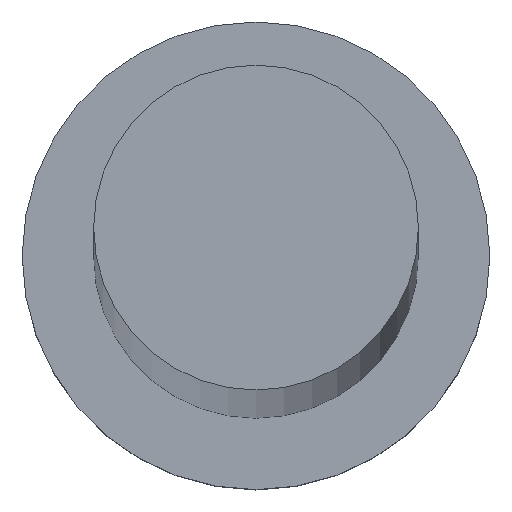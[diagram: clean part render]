
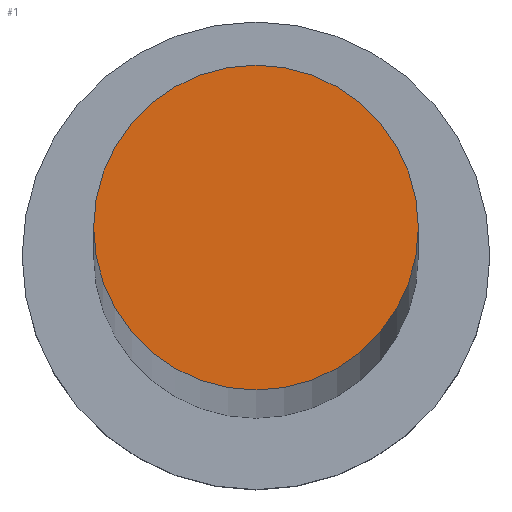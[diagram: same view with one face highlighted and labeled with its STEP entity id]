
A CAD part, top view. The second image highlights one B-rep face of the part: STEP entity #1.
In plain terms, the highlighted planar face has unit normal (0, 0, 1).
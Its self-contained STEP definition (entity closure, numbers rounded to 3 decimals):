
#1 = ADVANCED_FACE ( 'NONE', ( #253 ), #100, .T. ) ;
#2 = DIRECTION ( 'NONE',  ( 1., 0., 0. ) ) ;
#14 = ORIENTED_EDGE ( 'NONE', *, *, #129, .T. ) ;
#17 = CARTESIAN_POINT ( 'NONE',  ( 0., 0., 630. ) ) ;
#21 = CARTESIAN_POINT ( 'NONE',  ( 0., 0., 630. ) ) ;
#30 = CARTESIAN_POINT ( 'NONE',  ( 6.25, 0., 630. ) ) ;
#55 = ORIENTED_EDGE ( 'NONE', *, *, #70, .T. ) ;
#66 = AXIS2_PLACEMENT_3D ( 'NONE', #201, #223, #106 ) ;
#68 = CIRCLE ( 'NONE', #66, 6.25 ) ;
#70 = EDGE_CURVE ( 'NONE', #233, #229, #138, .T. ) ;
#100 = PLANE ( 'NONE',  #156 ) ;
#101 = DIRECTION ( 'NONE',  ( 0., 0., 1. ) ) ;
#106 = DIRECTION ( 'NONE',  ( 1., 0., 0. ) ) ;
#129 = EDGE_CURVE ( 'NONE', #229, #233, #68, .T. ) ;
#133 = CARTESIAN_POINT ( 'NONE',  ( -6.25, 0., 630. ) ) ;
#138 = CIRCLE ( 'NONE', #221, 6.25 ) ;
#156 = AXIS2_PLACEMENT_3D ( 'NONE', #17, #237, #2 ) ;
#177 = DIRECTION ( 'NONE',  ( 1., 0., 0. ) ) ;
#201 = CARTESIAN_POINT ( 'NONE',  ( 0., 0., 630. ) ) ;
#221 = AXIS2_PLACEMENT_3D ( 'NONE', #21, #101, #177 ) ;
#223 = DIRECTION ( 'NONE',  ( 0., 0., 1. ) ) ;
#229 = VERTEX_POINT ( 'NONE', #30 ) ;
#231 = EDGE_LOOP ( 'NONE', ( #55, #14 ) ) ;
#233 = VERTEX_POINT ( 'NONE', #133 ) ;
#237 = DIRECTION ( 'NONE',  ( 0., 0., 1. ) ) ;
#253 = FACE_OUTER_BOUND ( 'NONE', #231, .T. ) ;
